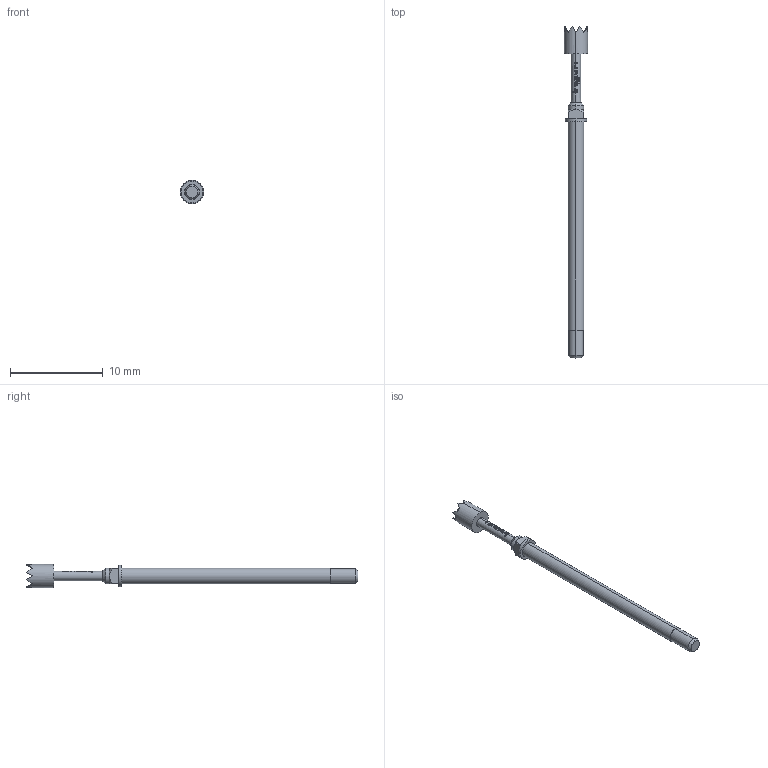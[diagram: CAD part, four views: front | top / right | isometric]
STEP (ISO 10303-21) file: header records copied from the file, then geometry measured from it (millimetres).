
FILE_DESCRIPTION (( 'STEP AP203' ), '1' );
FILE_NAME ('INGUN_GKS-112_306_250_X_xx02_M_0.STEP', '2017-03-03T06:51:22', ( '' ), ( '' ), 'SwSTEP 2.0', 'SolidWorks 2016', '' );
FILE_SCHEMA (( 'CONFIG_CONTROL_DESIGN' ));
Length unit declared in the file: millimetre
Products named in the file (2): INGUN_GKS-112_306_250_X_xx02_M_0
Bounding box: 2.5 x 35.8 x 2.5 mm (x, y, z)
Volume: 76.1 mm3; surface area: 201.2 mm2
Topology: 1 solids, 1 shells, 154 faces, 379 edges, 231 vertices
Faces by surface type: plane 100, bspline 22, cylinder 22, cone 10
Entity records: 4908 total; most frequent: CARTESIAN_POINT 1412, ORIENTED_EDGE 758, DIRECTION 615, EDGE_CURVE 379, VERTEX_POINT 231, AXIS2_PLACEMENT_3D 228, VECTOR 159, LINE 159
